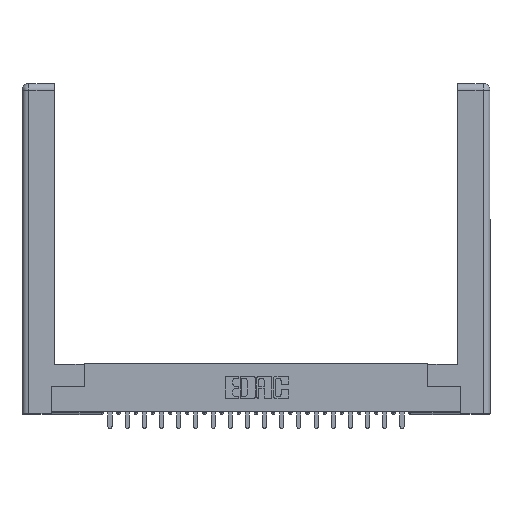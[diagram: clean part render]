
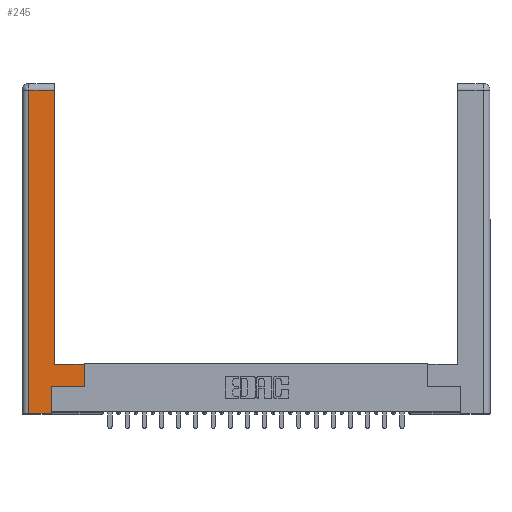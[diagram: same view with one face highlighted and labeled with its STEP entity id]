
A CAD part, top view. The second image highlights one B-rep face of the part: STEP entity #245.
In plain terms, the highlighted planar face has unit normal (0, 0, 1).
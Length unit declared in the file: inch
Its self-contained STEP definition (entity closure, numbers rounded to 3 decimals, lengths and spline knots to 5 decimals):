
#245 = ADVANCED_FACE ( 'NONE', ( #1495 ), #6971, .F. ) ;
#474 = DIRECTION ( 'NONE',  ( 1., 0., 0. ) ) ;
#517 = CARTESIAN_POINT ( 'NONE',  ( 0.565, 0.45, 0. ) ) ;
#728 = DIRECTION ( 'NONE',  ( 0., 1., 0. ) ) ;
#1040 = VECTOR ( 'NONE', #14003, 39.37008 ) ;
#1093 = EDGE_CURVE ( 'NONE', #6087, #10774, #16696, .T. ) ;
#1495 = FACE_OUTER_BOUND ( 'NONE', #15074, .T. ) ;
#1701 = CARTESIAN_POINT ( 'NONE',  ( 0.565, 0.245, 0. ) ) ;
#2066 = CARTESIAN_POINT ( 'NONE',  ( 0.295, 0.45, 0. ) ) ;
#2367 = LINE ( 'NONE', #18066, #7099 ) ;
#3167 = EDGE_CURVE ( 'NONE', #14891, #12325, #2367, .T. ) ;
#3571 = VECTOR ( 'NONE', #22428, 39.37008 ) ;
#3818 = ORIENTED_EDGE ( 'NONE', *, *, #10696, .T. ) ;
#4247 = VECTOR ( 'NONE', #13312, 39.37008 ) ;
#4360 = ORIENTED_EDGE ( 'NONE', *, *, #1093, .T. ) ;
#4925 = CARTESIAN_POINT ( 'NONE',  ( 0., 0., 0. ) ) ;
#5056 = DIRECTION ( 'NONE',  ( 0., 0., -1. ) ) ;
#5515 = LINE ( 'NONE', #11041, #19299 ) ;
#6087 = VERTEX_POINT ( 'NONE', #517 ) ;
#6433 = ORIENTED_EDGE ( 'NONE', *, *, #14237, .T. ) ;
#6572 = VERTEX_POINT ( 'NONE', #7089 ) ;
#6640 = CARTESIAN_POINT ( 'NONE',  ( 0.0615, 2.94, 0. ) ) ;
#6971 = PLANE ( 'NONE',  #14632 ) ;
#7071 = ORIENTED_EDGE ( 'NONE', *, *, #15938, .T. ) ;
#7089 = CARTESIAN_POINT ( 'NONE',  ( 0.265, 0., 0. ) ) ;
#7099 = VECTOR ( 'NONE', #19570, 39.37008 ) ;
#7280 = DIRECTION ( 'NONE',  ( 0., -1., 0. ) ) ;
#7285 = DIRECTION ( 'NONE',  ( -1., 0., 0. ) ) ;
#8288 = LINE ( 'NONE', #14776, #21424 ) ;
#8736 = CARTESIAN_POINT ( 'NONE',  ( 0.265, 0.245, 0. ) ) ;
#9355 = EDGE_CURVE ( 'NONE', #6572, #18414, #21975, .T. ) ;
#9356 = LINE ( 'NONE', #15945, #21389 ) ;
#9843 = CARTESIAN_POINT ( 'NONE',  ( 0.565, 0.245, 0. ) ) ;
#10372 = VERTEX_POINT ( 'NONE', #9843 ) ;
#10408 = ORIENTED_EDGE ( 'NONE', *, *, #17920, .T. ) ;
#10439 = LINE ( 'NONE', #1701, #1040 ) ;
#10696 = EDGE_CURVE ( 'NONE', #12325, #20903, #9356, .T. ) ;
#10774 = VERTEX_POINT ( 'NONE', #2066 ) ;
#11041 = CARTESIAN_POINT ( 'NONE',  ( 0.265, 0., 0. ) ) ;
#12110 = VECTOR ( 'NONE', #7285, 39.37008 ) ;
#12325 = VERTEX_POINT ( 'NONE', #6640 ) ;
#12419 = CARTESIAN_POINT ( 'NONE',  ( 0.0615, 0., 0. ) ) ;
#13312 = DIRECTION ( 'NONE',  ( 0., 1., 0. ) ) ;
#14003 = DIRECTION ( 'NONE',  ( 1., 0., 0. ) ) ;
#14198 = CARTESIAN_POINT ( 'NONE',  ( 0.295, 0.45, 0. ) ) ;
#14237 = EDGE_CURVE ( 'NONE', #20903, #6572, #5515, .T. ) ;
#14427 = ORIENTED_EDGE ( 'NONE', *, *, #9355, .T. ) ;
#14632 = AXIS2_PLACEMENT_3D ( 'NONE', #4925, #5056, #14790 ) ;
#14776 = CARTESIAN_POINT ( 'NONE',  ( 0.565, 0.45, 0. ) ) ;
#14790 = DIRECTION ( 'NONE',  ( -1., 0., 0. ) ) ;
#14891 = VERTEX_POINT ( 'NONE', #17989 ) ;
#15074 = EDGE_LOOP ( 'NONE', ( #10408, #20196, #3818, #6433, #14427, #7071, #16863, #4360 ) ) ;
#15589 = EDGE_CURVE ( 'NONE', #10372, #6087, #8288, .T. ) ;
#15938 = EDGE_CURVE ( 'NONE', #18414, #10372, #10439, .T. ) ;
#15945 = CARTESIAN_POINT ( 'NONE',  ( 0.0615, 0., 0. ) ) ;
#16696 = LINE ( 'NONE', #14198, #12110 ) ;
#16863 = ORIENTED_EDGE ( 'NONE', *, *, #15589, .T. ) ;
#17920 = EDGE_CURVE ( 'NONE', #10774, #14891, #22100, .T. ) ;
#17989 = CARTESIAN_POINT ( 'NONE',  ( 0.295, 2.94, 0. ) ) ;
#18066 = CARTESIAN_POINT ( 'NONE',  ( 0.0615, 2.94, 0. ) ) ;
#18195 = CARTESIAN_POINT ( 'NONE',  ( 0.265, 0.245, 0. ) ) ;
#18414 = VERTEX_POINT ( 'NONE', #18195 ) ;
#19299 = VECTOR ( 'NONE', #474, 39.37008 ) ;
#19570 = DIRECTION ( 'NONE',  ( -1., 0., 0. ) ) ;
#20119 = CARTESIAN_POINT ( 'NONE',  ( 0.295, 3., 0. ) ) ;
#20196 = ORIENTED_EDGE ( 'NONE', *, *, #3167, .T. ) ;
#20903 = VERTEX_POINT ( 'NONE', #12419 ) ;
#21389 = VECTOR ( 'NONE', #7280, 39.37008 ) ;
#21424 = VECTOR ( 'NONE', #728, 39.37008 ) ;
#21975 = LINE ( 'NONE', #8736, #3571 ) ;
#22100 = LINE ( 'NONE', #20119, #4247 ) ;
#22428 = DIRECTION ( 'NONE',  ( 0., 1., 0. ) ) ;
